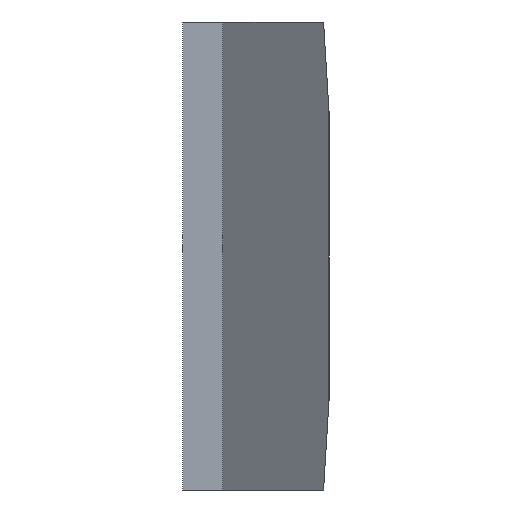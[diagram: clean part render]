
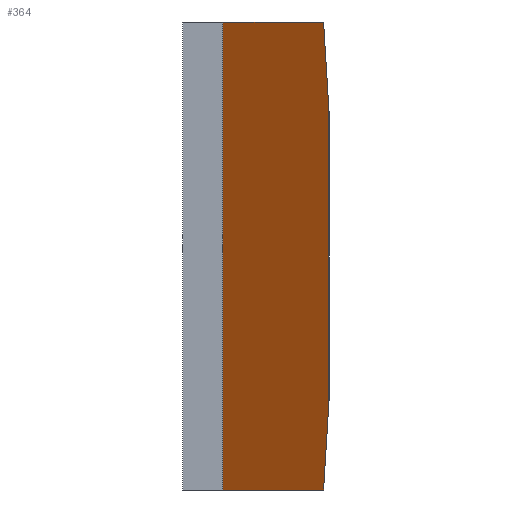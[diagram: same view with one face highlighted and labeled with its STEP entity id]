
A CAD part, left-side view. The second image highlights one B-rep face of the part: STEP entity #364.
In plain terms, the highlighted planar face has unit normal (-0.058, -0.998, 0).
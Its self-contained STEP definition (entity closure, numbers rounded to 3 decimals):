
#2 = VERTEX_POINT ( 'NONE', #219 ) ;
#9 = CARTESIAN_POINT ( 'NONE',  ( -0.134, -1.093, 3.5 ) ) ;
#15 = DIRECTION ( 'NONE',  ( -0.723, 0.042, -0.69 ) ) ;
#18 = EDGE_CURVE ( 'NONE', #383, #128, #38, .T. ) ;
#26 = LINE ( 'NONE', #207, #43 ) ;
#27 = ORIENTED_EDGE ( 'NONE', *, *, #273, .T. ) ;
#38 = LINE ( 'NONE', #9, #169 ) ;
#43 = VECTOR ( 'NONE', #152, 1000. ) ;
#70 = ORIENTED_EDGE ( 'NONE', *, *, #96, .F. ) ;
#71 = VERTEX_POINT ( 'NONE', #288 ) ;
#74 = PLANE ( 'NONE',  #368 ) ;
#83 = CARTESIAN_POINT ( 'NONE',  ( -13.717, -0.299, 0. ) ) ;
#96 = EDGE_CURVE ( 'NONE', #128, #153, #172, .T. ) ;
#98 = ORIENTED_EDGE ( 'NONE', *, *, #18, .F. ) ;
#113 = LINE ( 'NONE', #83, #316 ) ;
#121 = EDGE_LOOP ( 'NONE', ( #70, #98, #327, #193, #164, #27 ) ) ;
#128 = VERTEX_POINT ( 'NONE', #346 ) ;
#134 = DIRECTION ( 'NONE',  ( 0., 0., -1. ) ) ;
#152 = DIRECTION ( 'NONE',  ( 0., 0., -1. ) ) ;
#153 = VERTEX_POINT ( 'NONE', #232 ) ;
#164 = ORIENTED_EDGE ( 'NONE', *, *, #287, .T. ) ;
#169 = VECTOR ( 'NONE', #134, 1000. ) ;
#172 = LINE ( 'NONE', #199, #352 ) ;
#193 = ORIENTED_EDGE ( 'NONE', *, *, #197, .F. ) ;
#197 = EDGE_CURVE ( 'NONE', #387, #71, #294, .T. ) ;
#199 = CARTESIAN_POINT ( 'NONE',  ( -5.824, -0.76, -4.796 ) ) ;
#200 = DIRECTION ( 'NONE',  ( 0.058, 0.998, 0. ) ) ;
#207 = CARTESIAN_POINT ( 'NONE',  ( -13.717, -0.299, 3.5 ) ) ;
#208 = DIRECTION ( 'NONE',  ( 0.998, -0.058, 0. ) ) ;
#219 = CARTESIAN_POINT ( 'NONE',  ( -13.717, -0.299, 0. ) ) ;
#220 = CARTESIAN_POINT ( 'NONE',  ( -13.717, -0.299, 3.5 ) ) ;
#223 = EDGE_CURVE ( 'NONE', #71, #383, #380, .T. ) ;
#232 = CARTESIAN_POINT ( 'NONE',  ( -0.8, -1.054, 0. ) ) ;
#242 = DIRECTION ( 'NONE',  ( 0.723, -0.042, -0.69 ) ) ;
#252 = DIRECTION ( 'NONE',  ( -0.998, 0.058, 0. ) ) ;
#266 = CARTESIAN_POINT ( 'NONE',  ( -13.717, -0.299, 3.5 ) ) ;
#270 = DIRECTION ( 'NONE',  ( 0.998, -0.058, 0. ) ) ;
#273 = EDGE_CURVE ( 'NONE', #2, #153, #113, .T. ) ;
#286 = VECTOR ( 'NONE', #208, 1000. ) ;
#287 = EDGE_CURVE ( 'NONE', #387, #2, #26, .T. ) ;
#288 = CARTESIAN_POINT ( 'NONE',  ( -0.8, -1.054, 3.5 ) ) ;
#294 = LINE ( 'NONE', #266, #286 ) ;
#315 = CARTESIAN_POINT ( 'NONE',  ( -13.717, -0.299, 3.5 ) ) ;
#316 = VECTOR ( 'NONE', #270, 1000. ) ;
#327 = ORIENTED_EDGE ( 'NONE', *, *, #223, .F. ) ;
#332 = CARTESIAN_POINT ( 'NONE',  ( -0.134, -1.093, 2.864 ) ) ;
#346 = CARTESIAN_POINT ( 'NONE',  ( -0.134, -1.093, 0.636 ) ) ;
#352 = VECTOR ( 'NONE', #15, 1000. ) ;
#364 = ADVANCED_FACE ( 'NONE', ( #366 ), #74, .F. ) ;
#366 = FACE_OUTER_BOUND ( 'NONE', #121, .T. ) ;
#368 = AXIS2_PLACEMENT_3D ( 'NONE', #220, #200, #252 ) ;
#377 = VECTOR ( 'NONE', #242, 1000. ) ;
#380 = LINE ( 'NONE', #386, #377 ) ;
#383 = VERTEX_POINT ( 'NONE', #332 ) ;
#386 = CARTESIAN_POINT ( 'NONE',  ( -7.569, -0.659, 9.962 ) ) ;
#387 = VERTEX_POINT ( 'NONE', #315 ) ;
